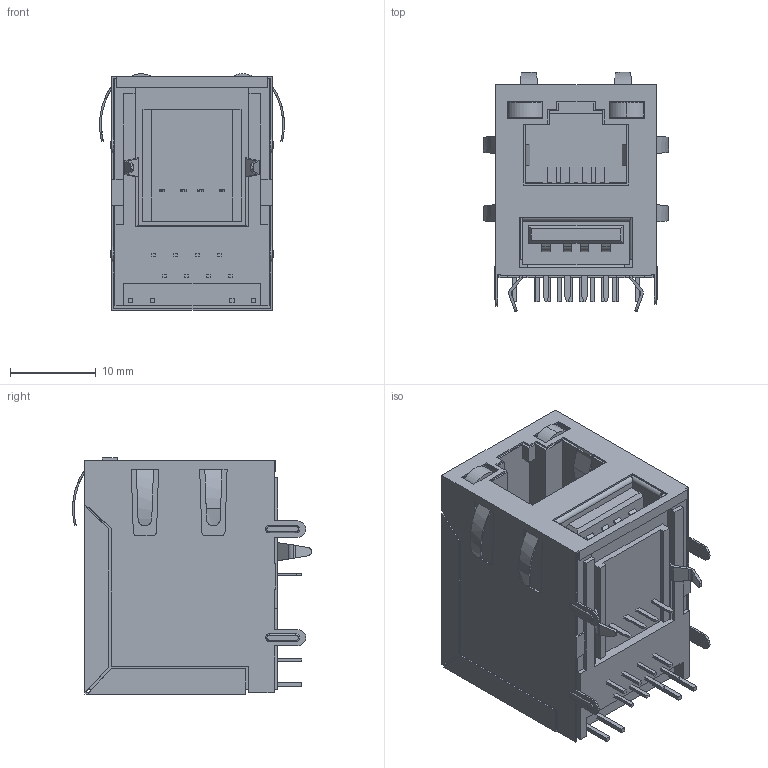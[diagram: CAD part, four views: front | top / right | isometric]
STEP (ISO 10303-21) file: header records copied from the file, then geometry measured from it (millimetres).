
FILE_DESCRIPTION (( 'STEP AP203' ), '1' );
FILE_NAME ('M-RJE36-188-3XX3-REVT1.STEP', '2019-07-04T01:38:34', ( '' ), ( '' ), 'SwSTEP 2.0', 'SolidWorks 2018', '' );
FILE_SCHEMA (( 'CONFIG_CONTROL_DESIGN' ));
Length unit declared in the file: millimetre
Products named in the file (4): M-RJE36-188-3XX3; 8290-880X-1; 2.0; M-RJE36-188-3XX3-REVT1
Assembly tree (3 placements, depth 3):
  M-RJE36-188-3XX3-REVT1
    M-RJE36-188-3XX3
    2.0
      8290-880X-1
Bounding box: 21.62 x 27.92 x 27.65 mm (x, y, z)
Volume: 7010.6 mm3; surface area: 13732.9 mm2
Topology: 7 solids, 7 shells, 729 faces, 2006 edges, 1316 vertices
Faces by surface type: plane 585, cylinder 128, torus 8, cone 4, bspline 4
Entity records: 23549 total; most frequent: CARTESIAN_POINT 4573, ORIENTED_EDGE 4012, DIRECTION 3605, EDGE_CURVE 2006, VECTOR 1697, LINE 1697, VERTEX_POINT 1316, AXIS2_PLACEMENT_3D 954
